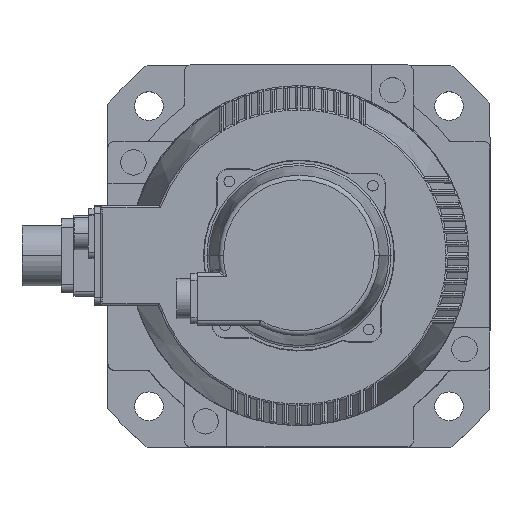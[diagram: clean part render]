
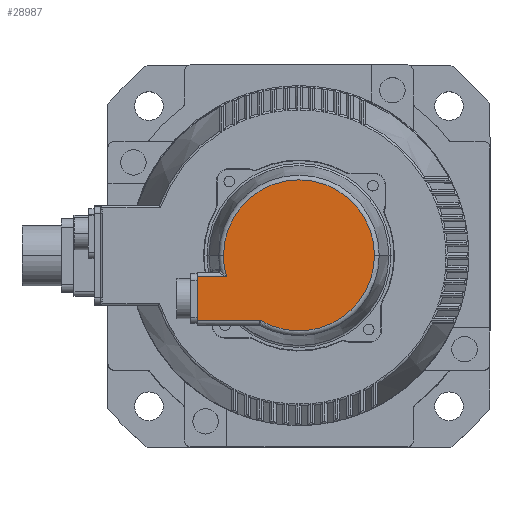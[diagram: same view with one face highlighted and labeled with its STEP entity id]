
A CAD part, top view. The second image highlights one B-rep face of the part: STEP entity #28987.
In plain terms, the highlighted face is planar.
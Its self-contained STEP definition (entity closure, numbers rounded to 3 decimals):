
#62 = VERTEX_POINT ( 'NONE', #18371 ) ;
#71 = DIRECTION ( 'NONE',  ( 0., 0., -1. ) ) ;
#168 = EDGE_CURVE ( 'NONE', #17730, #17858, #20298, .T. ) ;
#417 = DIRECTION ( 'NONE',  ( 0., 0., -1. ) ) ;
#455 = VERTEX_POINT ( 'NONE', #2010 ) ;
#860 = LINE ( 'NONE', #9823, #18952 ) ;
#1148 = EDGE_CURVE ( 'NONE', #455, #5927, #19390, .T. ) ;
#2010 = CARTESIAN_POINT ( 'NONE',  ( 0., 0., -35.574 ) ) ;
#2483 = CARTESIAN_POINT ( 'NONE',  ( 0., 0., 0. ) ) ;
#4386 = EDGE_CURVE ( 'NONE', #62, #17730, #28022, .T. ) ;
#4604 = ORIENTED_EDGE ( 'NONE', *, *, #168, .T. ) ;
#4930 = PLANE ( 'NONE',  #26013 ) ;
#5333 = ORIENTED_EDGE ( 'NONE', *, *, #27065, .T. ) ;
#5927 = VERTEX_POINT ( 'NONE', #28488 ) ;
#6279 = CARTESIAN_POINT ( 'NONE',  ( 0., 0., 0. ) ) ;
#6449 = EDGE_LOOP ( 'NONE', ( #4604, #22127, #25303, #24326, #5333, #28292 ) ) ;
#7863 = CARTESIAN_POINT ( 'NONE',  ( 30.604, 0., 0. ) ) ;
#8115 = AXIS2_PLACEMENT_3D ( 'NONE', #26908, #13817, #417 ) ;
#8550 = AXIS2_PLACEMENT_3D ( 'NONE', #2483, #27179, #24824 ) ;
#9329 = CARTESIAN_POINT ( 'NONE',  ( 37.5, 0., 0. ) ) ;
#9382 = AXIS2_PLACEMENT_3D ( 'NONE', #6279, #24203, #15727 ) ;
#9823 = CARTESIAN_POINT ( 'NONE',  ( 7.854, 0., -48. ) ) ;
#10390 = VECTOR ( 'NONE', #71, 1000. ) ;
#11094 = LINE ( 'NONE', #15830, #10390 ) ;
#13817 = DIRECTION ( 'NONE',  ( 0., -1., 0. ) ) ;
#13852 = CARTESIAN_POINT ( 'NONE',  ( 0., 0., 35.574 ) ) ;
#14050 = DIRECTION ( 'NONE',  ( 0., 0., -1. ) ) ;
#15727 = DIRECTION ( 'NONE',  ( 0., 0., -1. ) ) ;
#15830 = CARTESIAN_POINT ( 'NONE',  ( 10.104, 0., 0. ) ) ;
#16004 = CIRCLE ( 'NONE', #9382, 35.574 ) ;
#17730 = VERTEX_POINT ( 'NONE', #28850 ) ;
#17858 = VERTEX_POINT ( 'NONE', #13852 ) ;
#18371 = CARTESIAN_POINT ( 'NONE',  ( 30.604, 0., -48. ) ) ;
#18814 = DIRECTION ( 'NONE',  ( 1., 0., 0. ) ) ;
#18952 = VECTOR ( 'NONE', #18814, 1000. ) ;
#19390 = CIRCLE ( 'NONE', #8115, 35.574 ) ;
#19523 = EDGE_CURVE ( 'NONE', #17858, #455, #16004, .T. ) ;
#19889 = EDGE_CURVE ( 'NONE', #5927, #26254, #11094, .T. ) ;
#20298 = CIRCLE ( 'NONE', #8550, 35.574 ) ;
#20671 = DIRECTION ( 'NONE',  ( 0., 0., 1. ) ) ;
#20944 = DIRECTION ( 'NONE',  ( 0., -1., 0. ) ) ;
#21167 = VECTOR ( 'NONE', #20671, 1000. ) ;
#22127 = ORIENTED_EDGE ( 'NONE', *, *, #19523, .T. ) ;
#24203 = DIRECTION ( 'NONE',  ( 0., -1., 0. ) ) ;
#24326 = ORIENTED_EDGE ( 'NONE', *, *, #19889, .T. ) ;
#24824 = DIRECTION ( 'NONE',  ( 0., 0., -1. ) ) ;
#25292 = CARTESIAN_POINT ( 'NONE',  ( 10.104, 0., -48. ) ) ;
#25303 = ORIENTED_EDGE ( 'NONE', *, *, #1148, .T. ) ;
#26013 = AXIS2_PLACEMENT_3D ( 'NONE', #9329, #20944, #14050 ) ;
#26254 = VERTEX_POINT ( 'NONE', #25292 ) ;
#26908 = CARTESIAN_POINT ( 'NONE',  ( 0., 0., 0. ) ) ;
#27065 = EDGE_CURVE ( 'NONE', #26254, #62, #860, .T. ) ;
#27179 = DIRECTION ( 'NONE',  ( 0., -1., 0. ) ) ;
#27437 = FACE_OUTER_BOUND ( 'NONE', #6449, .T. ) ;
#28022 = LINE ( 'NONE', #7863, #21167 ) ;
#28292 = ORIENTED_EDGE ( 'NONE', *, *, #4386, .T. ) ;
#28488 = CARTESIAN_POINT ( 'NONE',  ( 10.104, 0., -34.109 ) ) ;
#28850 = CARTESIAN_POINT ( 'NONE',  ( 30.604, 0., -18.136 ) ) ;
#28987 = ADVANCED_FACE ( 'NONE', ( #27437 ), #4930, .T. ) ;
